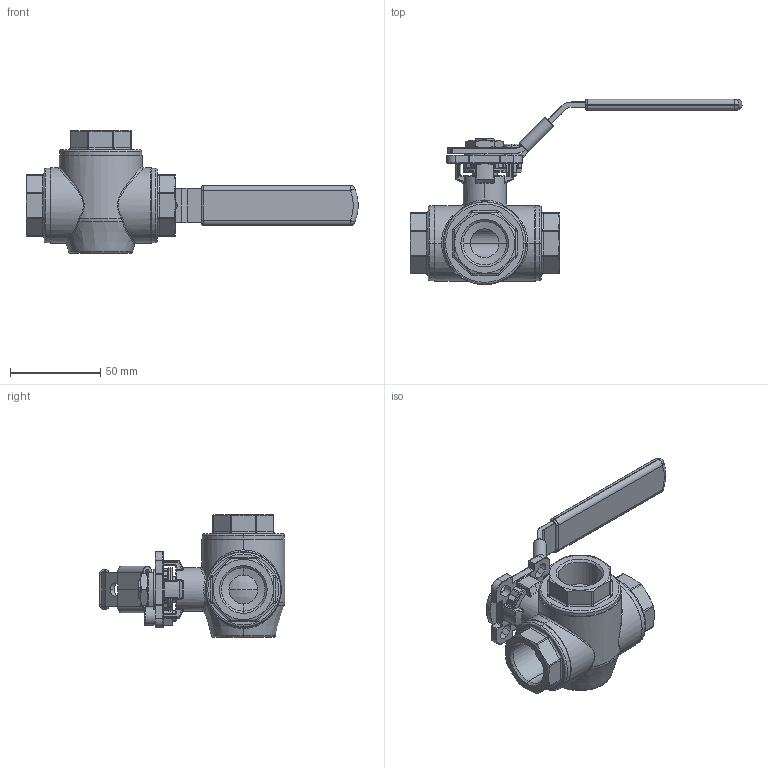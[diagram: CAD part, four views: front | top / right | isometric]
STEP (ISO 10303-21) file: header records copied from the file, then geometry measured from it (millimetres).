
FILE_DESCRIPTION (( 'STEP AP214' ), '1' );
FILE_NAME ('3W-034-00L-4 3-Wege-Kugelhahn 1803.STEP', '2018-03-16T13:58:44', ( '' ), ( '' ), 'SwSTEP 2.0', 'SolidWorks 2016', '' );
FILE_SCHEMA (( 'AUTOMOTIVE_DESIGN' ));
Length unit declared in the file: millimetre
Products named in the file (1): 3W-034-00L-4 3-Wege-Kugelhahn 1803
Bounding box: 184.43 x 103 x 68 mm (x, y, z)
Volume: 149893.9 mm3; surface area: 41007.6 mm2
Topology: 1 solids, 1 shells, 1284 faces, 3184 edges, 1906 vertices
Faces by surface type: plane 408, cylinder 350, bspline 230, torus 176, cone 62, sphere 58
Entity records: 53807 total; most frequent: CARTESIAN_POINT 21391, ORIENTED_EDGE 6280, DIRECTION 5689, EDGE_CURVE 3140, AXIS2_PLACEMENT_3D 2121, VERTEX_POINT 1904, LINE 1447, VECTOR 1447
